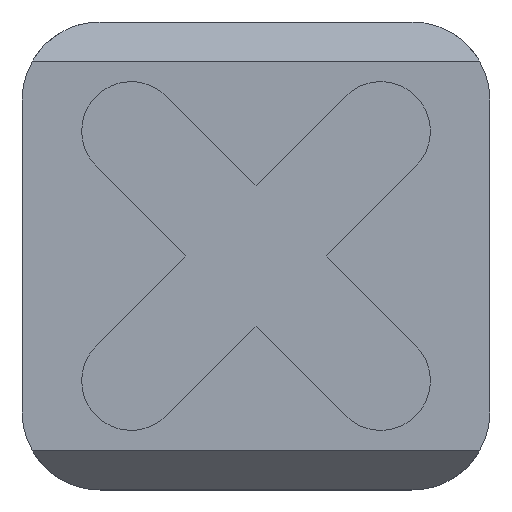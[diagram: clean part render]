
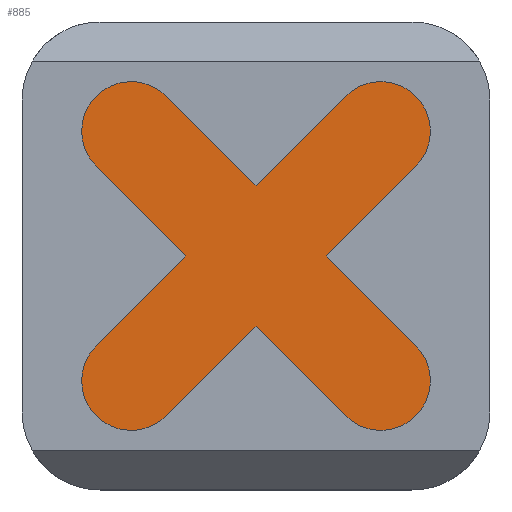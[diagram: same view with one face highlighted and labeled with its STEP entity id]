
A CAD part, front view. The second image highlights one B-rep face of the part: STEP entity #885.
In plain terms, the highlighted face is planar.
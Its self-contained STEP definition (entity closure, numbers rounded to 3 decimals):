
#2 = DIRECTION ( 'NONE',  ( 0., 0., -1. ) ) ;
#5 = DIRECTION ( 'NONE',  ( -1., 0., 0. ) ) ;
#52 = AXIS2_PLACEMENT_3D ( 'NONE', #1434, #634, #987 ) ;
#74 = VERTEX_POINT ( 'NONE', #785 ) ;
#82 = ORIENTED_EDGE ( 'NONE', *, *, #1036, .F. ) ;
#83 = LINE ( 'NONE', #1085, #1116 ) ;
#90 = DIRECTION ( 'NONE',  ( -1., 0., 0. ) ) ;
#92 = LINE ( 'NONE', #1453, #102 ) ;
#102 = VECTOR ( 'NONE', #210, 1000. ) ;
#105 = VERTEX_POINT ( 'NONE', #904 ) ;
#107 = ORIENTED_EDGE ( 'NONE', *, *, #622, .T. ) ;
#138 = LINE ( 'NONE', #1387, #850 ) ;
#155 = CARTESIAN_POINT ( 'NONE',  ( -2.877, -5.123, 0.762 ) ) ;
#161 = VERTEX_POINT ( 'NONE', #407 ) ;
#164 = CARTESIAN_POINT ( 'NONE',  ( 0., -2.245, 0.762 ) ) ;
#186 = CARTESIAN_POINT ( 'NONE',  ( -2.877, 5.123, 0.762 ) ) ;
#188 = CARTESIAN_POINT ( 'NONE',  ( 5.123, 2.877, 0.762 ) ) ;
#202 = EDGE_CURVE ( 'NONE', #161, #530, #515, .T. ) ;
#210 = DIRECTION ( 'NONE',  ( -0.707, -0.707, 0. ) ) ;
#227 = EDGE_CURVE ( 'NONE', #74, #105, #651, .T. ) ;
#246 = CARTESIAN_POINT ( 'NONE',  ( 4., -4., 0.762 ) ) ;
#292 = DIRECTION ( 'NONE',  ( 0., 0., -1. ) ) ;
#298 = ORIENTED_EDGE ( 'NONE', *, *, #202, .T. ) ;
#309 = DIRECTION ( 'NONE',  ( -0.707, 0.707, 0. ) ) ;
#331 = LINE ( 'NONE', #784, #1089 ) ;
#336 = LINE ( 'NONE', #1008, #1305 ) ;
#345 = EDGE_CURVE ( 'NONE', #1216, #581, #459, .T. ) ;
#348 = EDGE_CURVE ( 'NONE', #1398, #926, #331, .T. ) ;
#350 = DIRECTION ( 'NONE',  ( -1., 0., 0. ) ) ;
#371 = CARTESIAN_POINT ( 'NONE',  ( 0., 0., 0.762 ) ) ;
#376 = EDGE_CURVE ( 'NONE', #926, #161, #543, .T. ) ;
#382 = ORIENTED_EDGE ( 'NONE', *, *, #945, .T. ) ;
#406 = LINE ( 'NONE', #507, #897 ) ;
#407 = CARTESIAN_POINT ( 'NONE',  ( -5.587, -4., 0.762 ) ) ;
#425 = AXIS2_PLACEMENT_3D ( 'NONE', #1347, #1366, #899 ) ;
#426 = ORIENTED_EDGE ( 'NONE', *, *, #348, .T. ) ;
#432 = EDGE_CURVE ( 'NONE', #1322, #1216, #138, .T. ) ;
#433 = ORIENTED_EDGE ( 'NONE', *, *, #1412, .T. ) ;
#437 = DIRECTION ( 'NONE',  ( 0., 0., -1. ) ) ;
#459 = LINE ( 'NONE', #1367, #664 ) ;
#503 = CARTESIAN_POINT ( 'NONE',  ( -4., 4., 0.762 ) ) ;
#507 = CARTESIAN_POINT ( 'NONE',  ( -1.123, -1.123, 0.762 ) ) ;
#515 = CIRCLE ( 'NONE', #52, 1.587 ) ;
#516 = DIRECTION ( 'NONE',  ( -1., 0., 0. ) ) ;
#517 = VECTOR ( 'NONE', #974, 1000. ) ;
#530 = VERTEX_POINT ( 'NONE', #725 ) ;
#543 = CIRCLE ( 'NONE', #590, 1.587 ) ;
#573 = CARTESIAN_POINT ( 'NONE',  ( -4., -4., 0.762 ) ) ;
#581 = VERTEX_POINT ( 'NONE', #186 ) ;
#587 = VERTEX_POINT ( 'NONE', #842 ) ;
#590 = AXIS2_PLACEMENT_3D ( 'NONE', #573, #437, #5 ) ;
#592 = CARTESIAN_POINT ( 'NONE',  ( 2.877, 5.123, 0.762 ) ) ;
#622 = EDGE_CURVE ( 'NONE', #1106, #1398, #406, .T. ) ;
#634 = DIRECTION ( 'NONE',  ( 0., 0., -1. ) ) ;
#647 = VERTEX_POINT ( 'NONE', #1325 ) ;
#651 = LINE ( 'NONE', #740, #517 ) ;
#664 = VECTOR ( 'NONE', #678, 1000. ) ;
#667 = EDGE_CURVE ( 'NONE', #1322, #1409, #1455, .T. ) ;
#678 = DIRECTION ( 'NONE',  ( -0.707, 0.707, 0. ) ) ;
#717 = DIRECTION ( 'NONE',  ( 0., 0., -1. ) ) ;
#719 = CIRCLE ( 'NONE', #1337, 1.587 ) ;
#722 = DIRECTION ( 'NONE',  ( -0.707, 0.707, 0. ) ) ;
#725 = CARTESIAN_POINT ( 'NONE',  ( -5.123, -2.877, 0.762 ) ) ;
#734 = AXIS2_PLACEMENT_3D ( 'NONE', #371, #717, #1026 ) ;
#740 = CARTESIAN_POINT ( 'NONE',  ( -1.123, -1.123, 0.762 ) ) ;
#783 = EDGE_CURVE ( 'NONE', #74, #530, #92, .T. ) ;
#784 = CARTESIAN_POINT ( 'NONE',  ( 1.123, -1.123, 0.762 ) ) ;
#785 = CARTESIAN_POINT ( 'NONE',  ( -2.245, 0., 0.762 ) ) ;
#807 = CIRCLE ( 'NONE', #924, 1.587 ) ;
#818 = CARTESIAN_POINT ( 'NONE',  ( 5.123, -2.877, 0.762 ) ) ;
#842 = CARTESIAN_POINT ( 'NONE',  ( -5.587, 4., 0.762 ) ) ;
#850 = VECTOR ( 'NONE', #1147, 1000. ) ;
#864 = ORIENTED_EDGE ( 'NONE', *, *, #376, .T. ) ;
#868 = EDGE_LOOP ( 'NONE', ( #870, #1430, #1221, #82, #382, #107, #426, #864, #298, #906, #1040, #433, #1210, #1461 ) ) ;
#870 = ORIENTED_EDGE ( 'NONE', *, *, #432, .F. ) ;
#885 = ADVANCED_FACE ( 'NONE', ( #1257 ), #1399, .T. ) ;
#890 = VERTEX_POINT ( 'NONE', #818 ) ;
#897 = VECTOR ( 'NONE', #309, 1000. ) ;
#899 = DIRECTION ( 'NONE',  ( -1., 0., 0. ) ) ;
#904 = CARTESIAN_POINT ( 'NONE',  ( -5.123, 2.877, 0.762 ) ) ;
#906 = ORIENTED_EDGE ( 'NONE', *, *, #783, .F. ) ;
#924 = AXIS2_PLACEMENT_3D ( 'NONE', #1123, #2, #90 ) ;
#926 = VERTEX_POINT ( 'NONE', #155 ) ;
#945 = EDGE_CURVE ( 'NONE', #890, #1106, #1114, .T. ) ;
#974 = DIRECTION ( 'NONE',  ( -0.707, 0.707, 0. ) ) ;
#987 = DIRECTION ( 'NONE',  ( -1., 0., 0. ) ) ;
#1008 = CARTESIAN_POINT ( 'NONE',  ( 1.123, -1.123, 0.762 ) ) ;
#1026 = DIRECTION ( 'NONE',  ( -1., 0., 0. ) ) ;
#1036 = EDGE_CURVE ( 'NONE', #890, #647, #83, .T. ) ;
#1040 = ORIENTED_EDGE ( 'NONE', *, *, #227, .T. ) ;
#1046 = AXIS2_PLACEMENT_3D ( 'NONE', #246, #1377, #350 ) ;
#1085 = CARTESIAN_POINT ( 'NONE',  ( 1.123, 1.123, 0.762 ) ) ;
#1089 = VECTOR ( 'NONE', #1242, 1000. ) ;
#1101 = DIRECTION ( 'NONE',  ( -0.707, -0.707, 0. ) ) ;
#1106 = VERTEX_POINT ( 'NONE', #1130 ) ;
#1114 = CIRCLE ( 'NONE', #1046, 1.587 ) ;
#1116 = VECTOR ( 'NONE', #722, 1000. ) ;
#1123 = CARTESIAN_POINT ( 'NONE',  ( -4., 4., 0.762 ) ) ;
#1130 = CARTESIAN_POINT ( 'NONE',  ( 2.877, -5.123, 0.762 ) ) ;
#1147 = DIRECTION ( 'NONE',  ( -0.707, -0.707, 0. ) ) ;
#1162 = EDGE_CURVE ( 'NONE', #587, #581, #807, .T. ) ;
#1209 = EDGE_CURVE ( 'NONE', #1409, #647, #336, .T. ) ;
#1210 = ORIENTED_EDGE ( 'NONE', *, *, #1162, .T. ) ;
#1216 = VERTEX_POINT ( 'NONE', #1344 ) ;
#1221 = ORIENTED_EDGE ( 'NONE', *, *, #1209, .T. ) ;
#1242 = DIRECTION ( 'NONE',  ( -0.707, -0.707, 0. ) ) ;
#1257 = FACE_OUTER_BOUND ( 'NONE', #868, .T. ) ;
#1305 = VECTOR ( 'NONE', #1101, 1000. ) ;
#1322 = VERTEX_POINT ( 'NONE', #592 ) ;
#1325 = CARTESIAN_POINT ( 'NONE',  ( 2.245, 0., 0.762 ) ) ;
#1337 = AXIS2_PLACEMENT_3D ( 'NONE', #503, #292, #516 ) ;
#1344 = CARTESIAN_POINT ( 'NONE',  ( 0., 2.245, 0.762 ) ) ;
#1347 = CARTESIAN_POINT ( 'NONE',  ( 4., 4., 0.762 ) ) ;
#1366 = DIRECTION ( 'NONE',  ( 0., 0., -1. ) ) ;
#1367 = CARTESIAN_POINT ( 'NONE',  ( 1.123, 1.123, 0.762 ) ) ;
#1377 = DIRECTION ( 'NONE',  ( 0., 0., -1. ) ) ;
#1387 = CARTESIAN_POINT ( 'NONE',  ( -1.123, 1.123, 0.762 ) ) ;
#1398 = VERTEX_POINT ( 'NONE', #164 ) ;
#1399 = PLANE ( 'NONE',  #734 ) ;
#1409 = VERTEX_POINT ( 'NONE', #188 ) ;
#1412 = EDGE_CURVE ( 'NONE', #105, #587, #719, .T. ) ;
#1430 = ORIENTED_EDGE ( 'NONE', *, *, #667, .T. ) ;
#1434 = CARTESIAN_POINT ( 'NONE',  ( -4., -4., 0.762 ) ) ;
#1453 = CARTESIAN_POINT ( 'NONE',  ( -1.123, 1.123, 0.762 ) ) ;
#1455 = CIRCLE ( 'NONE', #425, 1.587 ) ;
#1461 = ORIENTED_EDGE ( 'NONE', *, *, #345, .F. ) ;
